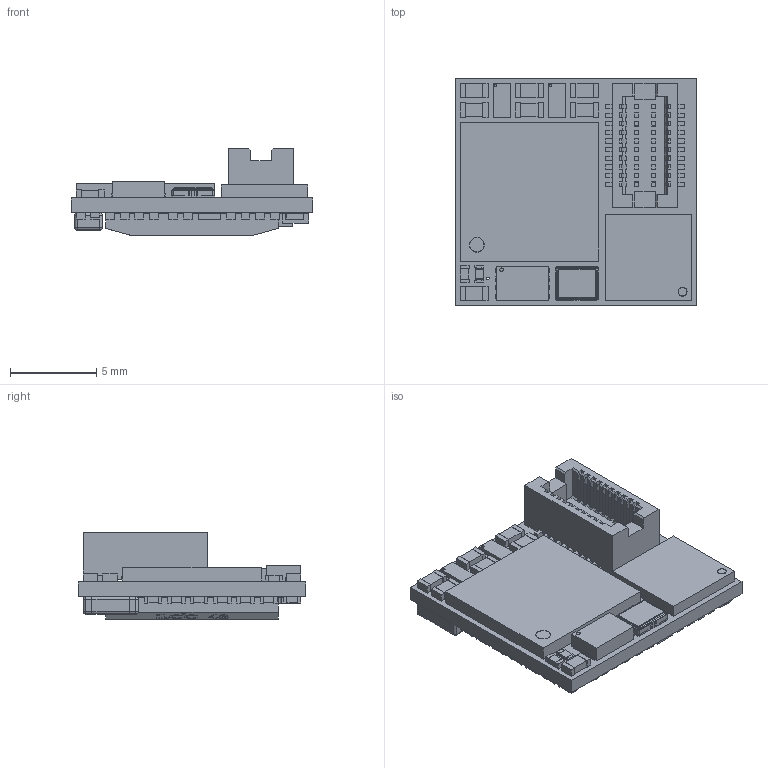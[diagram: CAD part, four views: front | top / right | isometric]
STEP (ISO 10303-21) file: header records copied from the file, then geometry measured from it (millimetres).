
FILE_DESCRIPTION(/* description */ (''),/* implementation_level */ '2;1');
FILE_NAME(/* name */ 'MU9-MH-BRD.stp',/* time_stamp */ '2015-07-09T08:05:41+02:00',/* author */ (''),/* organization */ (''),/* preprocessor_version */ 'ST-DEVELOPER v15',/* originating_system */ 'SIEMENS PLM Software NX 8.5',/* authorisation */ '');
FILE_SCHEMA (('AUTOMOTIVE_DESIGN { 1 0 10303 214 3 1 1 1 }'));
Products named in the file (1): Ondr326C72477i6q
Bounding box: 14 x 13.2 x 5.01 mm (x, y, z)
Volume: 422.3 mm3; surface area: 1446.7 mm2
Topology: 64 solids, 126 shells, 3854 faces, 10578 edges, 6888 vertices
Faces by surface type: plane 2570, cylinder 602, sphere 350, torus 256, bspline 72, cone 4
Full cylindrical faces by diameter (mm): 0.15 x4, 0.55 x2
Entity records: 145917 total; most frequent: CARTESIAN_POINT 28893, ORIENTED_EDGE 20456, DIRECTION 19092, EDGE_CURVE 10228, LINE 7566, VECTOR 7566, VERTEX_POINT 6888, AXIS2_PLACEMENT_3D 5763
